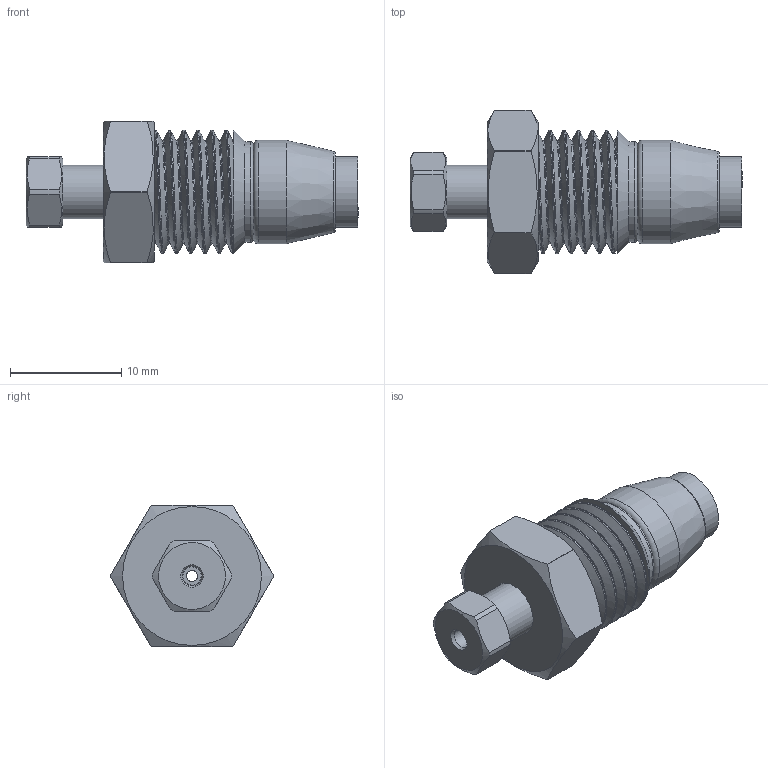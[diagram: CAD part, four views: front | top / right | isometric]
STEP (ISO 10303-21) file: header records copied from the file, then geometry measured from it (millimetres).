
FILE_DESCRIPTION((''),'2;1');
FILE_NAME('305005-IZR41 Internal reducer.stp','2013-08-22T14:27:26',('Franzp'),(''),'Autodesk Inventor 2013','Autodesk Inventor 2013','');
FILE_SCHEMA(('AUTOMOTIVE_DESIGN { 1 0 10303 214 1 1 1 1 }'));
Length unit declared in the file: millimetre
Products named in the file (1): 305005_Shrinkwrap_1
Bounding box: 29.78 x 14.66 x 12.7 mm (x, y, z)
Surface area: 2378.9 mm2 (no closed solid volume)
Topology: 0 solids, 5 shells, 54 faces, 154 edges, 99 vertices
Faces by surface type: plane 21, cylinder 15, cone 9, bspline 6, torus 3
Full cylindrical faces by diameter (mm): 1.016 x1, 1.727 x1, 4.826 x1, 6.35 x1, 6.452 x1, 9.017 x1, 9.229 x2, 9.271 x1
Entity records: 4467 total; most frequent: CARTESIAN_POINT 3179, DIRECTION 240, ORIENTED_EDGE 210, EDGE_CURVE 127, AXIS2_PLACEMENT_3D 108, VERTEX_POINT 93, EDGE_LOOP 84, CIRCLE 59
